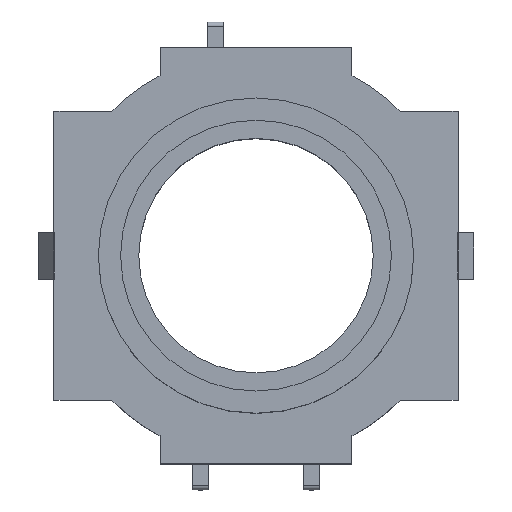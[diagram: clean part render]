
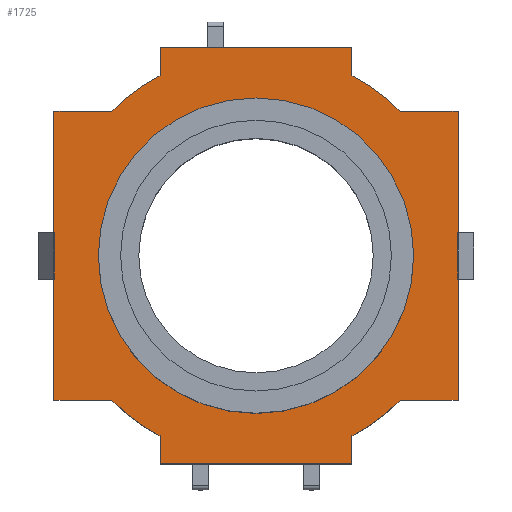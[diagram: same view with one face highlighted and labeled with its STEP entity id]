
A CAD part, top view. The second image highlights one B-rep face of the part: STEP entity #1725.
In plain terms, the highlighted planar face has unit normal (0, 0, 1).
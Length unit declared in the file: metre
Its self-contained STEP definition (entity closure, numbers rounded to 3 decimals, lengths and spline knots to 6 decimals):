
#16=LINE('',#2853,#214);
#27=LINE('',#2880,#225);
#28=LINE('',#2883,#226);
#29=LINE('',#2885,#227);
#30=LINE('',#2887,#228);
#31=LINE('',#2891,#229);
#32=LINE('',#2893,#230);
#33=LINE('',#2895,#231);
#34=LINE('',#2899,#232);
#35=LINE('',#2901,#233);
#36=LINE('',#2903,#234);
#37=LINE('',#2905,#235);
#38=LINE('',#2907,#236);
#39=LINE('',#2909,#237);
#40=LINE('',#2911,#238);
#41=LINE('',#2915,#239);
#42=LINE('',#2917,#240);
#43=LINE('',#2919,#241);
#44=LINE('',#2923,#242);
#45=LINE('',#2924,#243);
#214=VECTOR('',#2377,1.);
#225=VECTOR('',#2396,1.);
#226=VECTOR('',#2397,1.);
#227=VECTOR('',#2398,1.);
#228=VECTOR('',#2399,1.);
#229=VECTOR('',#2402,1.);
#230=VECTOR('',#2403,1.);
#231=VECTOR('',#2404,1.);
#232=VECTOR('',#2407,1.);
#233=VECTOR('',#2408,1.);
#234=VECTOR('',#2409,1.);
#235=VECTOR('',#2410,1.);
#236=VECTOR('',#2411,1.);
#237=VECTOR('',#2412,1.);
#238=VECTOR('',#2413,1.);
#239=VECTOR('',#2416,1.);
#240=VECTOR('',#2417,1.);
#241=VECTOR('',#2418,1.);
#242=VECTOR('',#2421,1.);
#243=VECTOR('',#2422,1.);
#412=PLANE('',#2233);
#497=ORIENTED_EDGE('',*,*,#981,.F.);
#498=ORIENTED_EDGE('',*,*,#982,.T.);
#499=ORIENTED_EDGE('',*,*,#983,.T.);
#500=ORIENTED_EDGE('',*,*,#984,.T.);
#501=ORIENTED_EDGE('',*,*,#985,.T.);
#502=ORIENTED_EDGE('',*,*,#986,.T.);
#503=ORIENTED_EDGE('',*,*,#987,.T.);
#504=ORIENTED_EDGE('',*,*,#988,.T.);
#505=ORIENTED_EDGE('',*,*,#989,.F.);
#506=ORIENTED_EDGE('',*,*,#990,.T.);
#507=ORIENTED_EDGE('',*,*,#991,.T.);
#508=ORIENTED_EDGE('',*,*,#992,.F.);
#509=ORIENTED_EDGE('',*,*,#993,.F.);
#510=ORIENTED_EDGE('',*,*,#994,.F.);
#511=ORIENTED_EDGE('',*,*,#995,.T.);
#512=ORIENTED_EDGE('',*,*,#996,.F.);
#513=ORIENTED_EDGE('',*,*,#997,.F.);
#514=ORIENTED_EDGE('',*,*,#998,.T.);
#515=ORIENTED_EDGE('',*,*,#999,.F.);
#516=ORIENTED_EDGE('',*,*,#1000,.F.);
#517=ORIENTED_EDGE('',*,*,#1001,.T.);
#518=ORIENTED_EDGE('',*,*,#1002,.T.);
#519=ORIENTED_EDGE('',*,*,#1003,.F.);
#520=ORIENTED_EDGE('',*,*,#969,.T.);
#521=ORIENTED_EDGE('',*,*,#1004,.F.);
#969=EDGE_CURVE('',#1212,#1211,#16,.T.);
#981=EDGE_CURVE('',#1223,#1223,#1374,.T.);
#982=EDGE_CURVE('',#1224,#1225,#27,.T.);
#983=EDGE_CURVE('',#1225,#1226,#28,.T.);
#984=EDGE_CURVE('',#1226,#1227,#29,.T.);
#985=EDGE_CURVE('',#1227,#1228,#30,.T.);
#986=EDGE_CURVE('',#1228,#1229,#1375,.T.);
#987=EDGE_CURVE('',#1229,#1230,#31,.T.);
#988=EDGE_CURVE('',#1230,#1231,#32,.T.);
#989=EDGE_CURVE('',#1232,#1231,#33,.T.);
#990=EDGE_CURVE('',#1232,#1233,#1376,.T.);
#991=EDGE_CURVE('',#1233,#1234,#34,.T.);
#992=EDGE_CURVE('',#1235,#1234,#35,.T.);
#993=EDGE_CURVE('',#1236,#1235,#36,.T.);
#994=EDGE_CURVE('',#1237,#1236,#37,.T.);
#995=EDGE_CURVE('',#1237,#1238,#38,.T.);
#996=EDGE_CURVE('',#1239,#1238,#39,.T.);
#997=EDGE_CURVE('',#1240,#1239,#40,.T.);
#998=EDGE_CURVE('',#1240,#1241,#1377,.T.);
#999=EDGE_CURVE('',#1242,#1241,#41,.T.);
#1000=EDGE_CURVE('',#1243,#1242,#42,.T.);
#1001=EDGE_CURVE('',#1243,#1244,#43,.T.);
#1002=EDGE_CURVE('',#1244,#1245,#1378,.T.);
#1003=EDGE_CURVE('',#1212,#1245,#44,.T.);
#1004=EDGE_CURVE('',#1224,#1211,#45,.T.);
#1211=VERTEX_POINT('',#2852);
#1212=VERTEX_POINT('',#2854);
#1223=VERTEX_POINT('',#2879);
#1224=VERTEX_POINT('',#2881);
#1225=VERTEX_POINT('',#2882);
#1226=VERTEX_POINT('',#2884);
#1227=VERTEX_POINT('',#2886);
#1228=VERTEX_POINT('',#2888);
#1229=VERTEX_POINT('',#2890);
#1230=VERTEX_POINT('',#2892);
#1231=VERTEX_POINT('',#2894);
#1232=VERTEX_POINT('',#2896);
#1233=VERTEX_POINT('',#2898);
#1234=VERTEX_POINT('',#2900);
#1235=VERTEX_POINT('',#2902);
#1236=VERTEX_POINT('',#2904);
#1237=VERTEX_POINT('',#2906);
#1238=VERTEX_POINT('',#2908);
#1239=VERTEX_POINT('',#2910);
#1240=VERTEX_POINT('',#2912);
#1241=VERTEX_POINT('',#2914);
#1242=VERTEX_POINT('',#2916);
#1243=VERTEX_POINT('',#2918);
#1244=VERTEX_POINT('',#2920);
#1245=VERTEX_POINT('',#2922);
#1374=CIRCLE('',#2234,0.0078);
#1375=CIRCLE('',#2235,0.0101);
#1376=CIRCLE('',#2236,0.0101);
#1377=CIRCLE('',#2237,0.0101);
#1378=CIRCLE('',#2238,0.0101);
#1419=EDGE_LOOP('',(#497));
#1420=EDGE_LOOP('',(#498,#499,#500,#501,#502,#503,#504,#505,#506,#507,#508,
#509,#510,#511,#512,#513,#514,#515,#516,#517,#518,#519,#520,#521));
#1529=FACE_BOUND('',#1419,.T.);
#1530=FACE_BOUND('',#1420,.T.);
#1725=ADVANCED_FACE('',(#1529,#1530),#412,.T.);
#2233=AXIS2_PLACEMENT_3D('',#2877,#2392,#2393);
#2234=AXIS2_PLACEMENT_3D('',#2878,#2394,#2395);
#2235=AXIS2_PLACEMENT_3D('',#2889,#2400,#2401);
#2236=AXIS2_PLACEMENT_3D('',#2897,#2405,#2406);
#2237=AXIS2_PLACEMENT_3D('',#2913,#2414,#2415);
#2238=AXIS2_PLACEMENT_3D('',#2921,#2419,#2420);
#2377=DIRECTION('',(0.,-1.,0.));
#2392=DIRECTION('',(0.,0.,1.));
#2393=DIRECTION('',(1.,0.,0.));
#2394=DIRECTION('',(0.,0.,1.));
#2395=DIRECTION('',(1.,0.,0.));
#2396=DIRECTION('',(0.,-1.,0.));
#2397=DIRECTION('',(-1.,0.,0.));
#2398=DIRECTION('',(0.,-1.,0.));
#2399=DIRECTION('',(1.,0.,0.));
#2400=DIRECTION('',(0.,0.,1.));
#2401=DIRECTION('',(1.,0.,0.));
#2402=DIRECTION('',(0.,-1.,0.));
#2403=DIRECTION('',(1.,0.,0.));
#2404=DIRECTION('',(0.,-1.,0.));
#2405=DIRECTION('',(0.,0.,1.));
#2406=DIRECTION('',(1.,0.,0.));
#2407=DIRECTION('',(1.,0.,0.));
#2408=DIRECTION('',(0.,-1.,0.));
#2409=DIRECTION('',(1.,0.,0.));
#2410=DIRECTION('',(0.,-1.,0.));
#2411=DIRECTION('',(1.,0.,0.));
#2412=DIRECTION('',(0.,-1.,0.));
#2413=DIRECTION('',(1.,0.,0.));
#2414=DIRECTION('',(0.,0.,1.));
#2415=DIRECTION('',(1.,0.,0.));
#2416=DIRECTION('',(0.,-1.,0.));
#2417=DIRECTION('',(1.,0.,0.));
#2418=DIRECTION('',(0.,-1.,0.));
#2419=DIRECTION('',(0.,0.,1.));
#2420=DIRECTION('',(1.,0.,0.));
#2421=DIRECTION('',(1.,0.,0.));
#2422=DIRECTION('',(-1.,0.,0.));
#2852=CARTESIAN_POINT('',(-0.01,0.00115,0.005));
#2853=CARTESIAN_POINT('',(-0.01,0.,0.005));
#2854=CARTESIAN_POINT('',(-0.01,0.00715,0.005));
#2877=CARTESIAN_POINT('',(0.,0.,0.005));
#2878=CARTESIAN_POINT('',(0.,0.,0.005));
#2879=CARTESIAN_POINT('',(0.0078,0.,0.005));
#2880=CARTESIAN_POINT('',(-0.00999,0.,0.005));
#2881=CARTESIAN_POINT('',(-0.00999,0.00115,0.005));
#2882=CARTESIAN_POINT('',(-0.00999,-0.00115,0.005));
#2883=CARTESIAN_POINT('',(-0.00999,-0.00115,0.005));
#2884=CARTESIAN_POINT('',(-0.01,-0.00115,0.005));
#2885=CARTESIAN_POINT('',(-0.01,0.,0.005));
#2886=CARTESIAN_POINT('',(-0.01,-0.00715,0.005));
#2887=CARTESIAN_POINT('',(-0.008567,-0.00715,0.005));
#2888=CARTESIAN_POINT('',(-0.007134,-0.00715,0.005));
#2889=CARTESIAN_POINT('',(0.,0.,0.005));
#2890=CARTESIAN_POINT('',(-0.00475,-0.008913,0.005));
#2891=CARTESIAN_POINT('',(-0.00475,-0.009607,0.005));
#2892=CARTESIAN_POINT('',(-0.00475,-0.0103,0.005));
#2893=CARTESIAN_POINT('',(0.,-0.0103,0.005));
#2894=CARTESIAN_POINT('',(0.00475,-0.0103,0.005));
#2895=CARTESIAN_POINT('',(0.00475,-0.009607,0.005));
#2896=CARTESIAN_POINT('',(0.00475,-0.008913,0.005));
#2897=CARTESIAN_POINT('',(0.,0.,0.005));
#2898=CARTESIAN_POINT('',(0.007134,-0.00715,0.005));
#2899=CARTESIAN_POINT('',(0.008567,-0.00715,0.005));
#2900=CARTESIAN_POINT('',(0.01,-0.00715,0.005));
#2901=CARTESIAN_POINT('',(0.01,0.,0.005));
#2902=CARTESIAN_POINT('',(0.01,-0.00115,0.005));
#2903=CARTESIAN_POINT('',(0.00999,-0.00115,0.005));
#2904=CARTESIAN_POINT('',(0.00999,-0.00115,0.005));
#2905=CARTESIAN_POINT('',(0.00999,0.,0.005));
#2906=CARTESIAN_POINT('',(0.00999,0.00115,0.005));
#2907=CARTESIAN_POINT('',(0.00999,0.00115,0.005));
#2908=CARTESIAN_POINT('',(0.01,0.00115,0.005));
#2909=CARTESIAN_POINT('',(0.01,0.,0.005));
#2910=CARTESIAN_POINT('',(0.01,0.00715,0.005));
#2911=CARTESIAN_POINT('',(0.008567,0.00715,0.005));
#2912=CARTESIAN_POINT('',(0.007134,0.00715,0.005));
#2913=CARTESIAN_POINT('',(0.,0.,0.005));
#2914=CARTESIAN_POINT('',(0.00475,0.008913,0.005));
#2915=CARTESIAN_POINT('',(0.00475,0.009607,0.005));
#2916=CARTESIAN_POINT('',(0.00475,0.0103,0.005));
#2917=CARTESIAN_POINT('',(0.,0.0103,0.005));
#2918=CARTESIAN_POINT('',(-0.00475,0.0103,0.005));
#2919=CARTESIAN_POINT('',(-0.00475,0.009607,0.005));
#2920=CARTESIAN_POINT('',(-0.00475,0.008913,0.005));
#2921=CARTESIAN_POINT('',(0.,0.,0.005));
#2922=CARTESIAN_POINT('',(-0.007134,0.00715,0.005));
#2923=CARTESIAN_POINT('',(-0.008567,0.00715,0.005));
#2924=CARTESIAN_POINT('',(-0.00999,0.00115,0.005));
